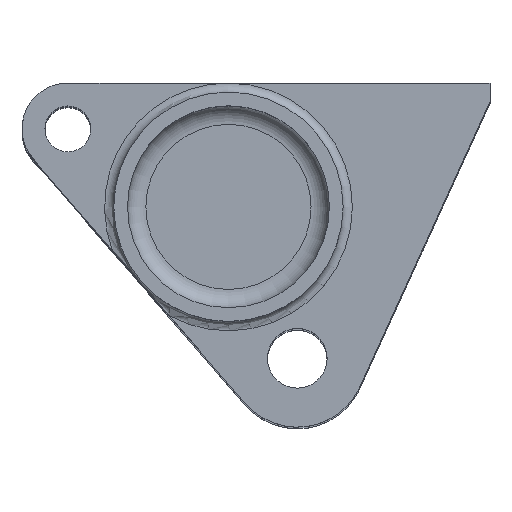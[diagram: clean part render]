
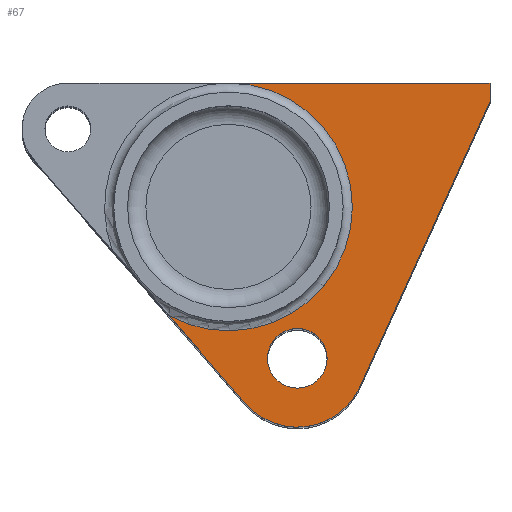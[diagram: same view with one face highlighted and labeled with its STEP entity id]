
A CAD part, top view. The second image highlights one B-rep face of the part: STEP entity #67.
In plain terms, the highlighted planar face has unit normal (0, 0, 1).
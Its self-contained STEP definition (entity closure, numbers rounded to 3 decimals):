
#67=ADVANCED_FACE('',(#431,#433),#435,.T.);
#431=FACE_BOUND('',#432,.T.);
#432=EDGE_LOOP('',(#1821));
#433=FACE_OUTER_BOUND('',#434,.T.);
#434=EDGE_LOOP('',(#1822,#1823,#1824,#1825,#1826,#1827,#1828));
#435=PLANE('',#436);
#436=AXIS2_PLACEMENT_3D('',#437,#438,#439);
#437=CARTESIAN_POINT('',(0.,0.,114.5));
#438=DIRECTION('',(0.,0.,1.));
#439=DIRECTION('',(1.,0.,0.));
#1821=ORIENTED_EDGE('',*,*,#2688,.T.);
#1822=ORIENTED_EDGE('',*,*,#2689,.F.);
#1823=ORIENTED_EDGE('',*,*,#2690,.F.);
#1824=ORIENTED_EDGE('',*,*,#2691,.T.);
#1825=ORIENTED_EDGE('',*,*,#2692,.T.);
#1826=ORIENTED_EDGE('',*,*,#2693,.T.);
#1827=ORIENTED_EDGE('',*,*,#2593,.T.);
#1828=ORIENTED_EDGE('',*,*,#2562,.T.);
#2562=EDGE_CURVE('',#3060,#3058,#3061,.T.);
#2593=EDGE_CURVE('',#3121,#3060,#3122,.T.);
#2688=EDGE_CURVE('',#3290,#3290,#3291,.F.);
#2689=EDGE_CURVE('',#3292,#3058,#3293,.T.);
#2690=EDGE_CURVE('',#3294,#3292,#3295,.T.);
#2691=EDGE_CURVE('',#3294,#3296,#3297,.T.);
#2692=EDGE_CURVE('',#3296,#3298,#3299,.T.);
#2693=EDGE_CURVE('',#3298,#3121,#3300,.T.);
#3058=VERTEX_POINT('',#3899);
#3060=VERTEX_POINT('',#3903);
#3061=LINE('',#3904,#3905);
#3121=VERTEX_POINT('',#4034);
#3122=LINE('',#4035,#4036);
#3290=VERTEX_POINT('',#4437);
#3291=CIRCLE('',#4438,6.5);
#3292=VERTEX_POINT('',#4442);
#3293=CIRCLE('',#4443,27.);
#3294=VERTEX_POINT('',#4447);
#3295=CIRCLE('',#4448,27.);
#3296=VERTEX_POINT('',#4452);
#3297=LINE('',#4453,#4454);
#3298=VERTEX_POINT('',#4456);
#3299=CIRCLE('',#4457,15.);
#3300=LINE('',#4461,#4462);
#3899=CARTESIAN_POINT('',(11.,36.,114.5));
#3903=CARTESIAN_POINT('',(68.,36.,114.5));
#3904=CARTESIAN_POINT('',(68.,36.,114.5));
#3905=VECTOR('',#3906,1.);
#3906=DIRECTION('',(-1.,0.,0.));
#4034=CARTESIAN_POINT('',(68.,32.,114.5));
#4035=CARTESIAN_POINT('',(68.,32.,114.5));
#4036=VECTOR('',#4037,1.);
#4037=DIRECTION('',(0.,1.,0.));
#4437=CARTESIAN_POINT('',(32.5,-24.,114.5));
#4438=AXIS2_PLACEMENT_3D('',#4439,#4440,#4441);
#4439=CARTESIAN_POINT('',(26.,-24.,114.5));
#4440=DIRECTION('',(0.,0.,1.));
#4441=DIRECTION('',(1.,0.,0.));
#4442=CARTESIAN_POINT('',(38.,9.,114.5));
#4443=AXIS2_PLACEMENT_3D('',#4444,#4445,#4446);
#4444=CARTESIAN_POINT('',(11.,9.,114.5));
#4445=DIRECTION('',(0.,0.,1.));
#4446=DIRECTION('',(1.,0.,0.));
#4447=CARTESIAN_POINT('',(-1.921,-14.708,114.5));
#4448=AXIS2_PLACEMENT_3D('',#4449,#4450,#4451);
#4449=CARTESIAN_POINT('',(11.,9.,114.5));
#4450=DIRECTION('',(0.,0.,1.));
#4451=DIRECTION('',(-0.479,-0.878,0.));
#4452=CARTESIAN_POINT('',(14.67,-33.83,114.5));
#4453=CARTESIAN_POINT('',(-1.921,-14.708,114.5));
#4454=VECTOR('',#4455,1.);
#4455=DIRECTION('',(0.655,-0.755,0.));
#4456=CARTESIAN_POINT('',(39.65,-30.22,114.5));
#4457=AXIS2_PLACEMENT_3D('',#4458,#4459,#4460);
#4458=CARTESIAN_POINT('',(26.,-24.,114.5));
#4459=DIRECTION('',(0.,0.,1.));
#4460=DIRECTION('',(-0.755,-0.655,0.));
#4461=CARTESIAN_POINT('',(39.65,-30.22,114.5));
#4462=VECTOR('',#4463,1.);
#4463=DIRECTION('',(0.415,0.91,0.));
